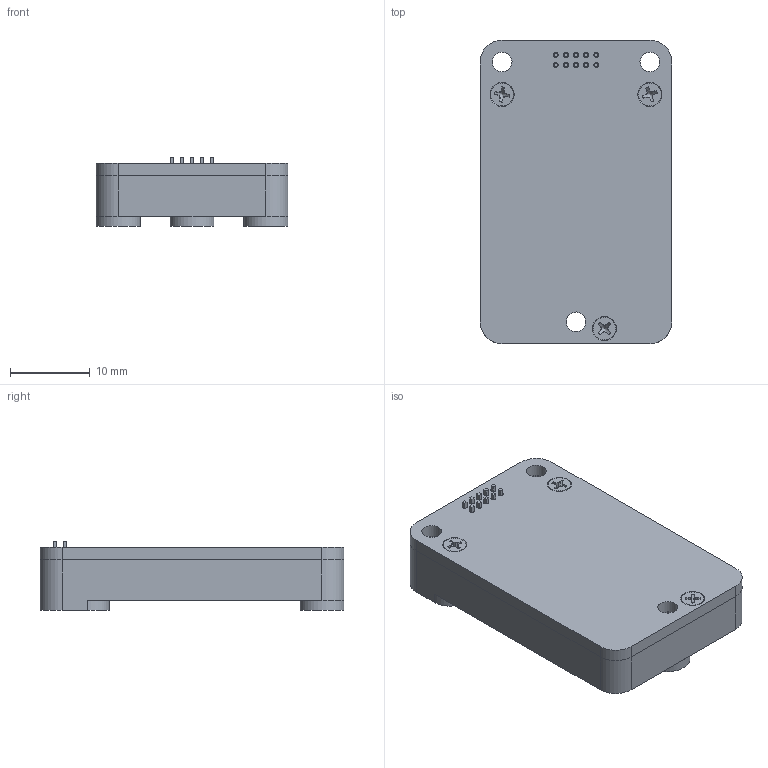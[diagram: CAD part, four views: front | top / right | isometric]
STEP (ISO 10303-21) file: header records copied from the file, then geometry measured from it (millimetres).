
FILE_DESCRIPTION(('HOOPS Exchange Step'),'2;1');
FILE_NAME('temp_export','2023-06-03T02:41:22-16:00',('30abd'),('Shapr3D Limited'),'HOOPS Exchange 2022.2','Shapr3D','Authorized');
FILE_SCHEMA( ('AUTOMOTIVE_DESIGN { 1 0 10303 214 1 1 1 1 }') );
Length unit declared in the file: millimetre
Products named in the file (3): CV7_Assembly_Cust:1; ISO-10303-21.step; root
Assembly tree (2 placements, depth 3):
  root
    ISO-10303-21.step
      CV7_Assembly_Cust:1
Bounding box: 23.98 x 38 x 8.61 mm (x, y, z)
Volume: 3126 mm3; surface area: 5285.4 mm2
Topology: 5 solids, 5 shells, 389 faces, 996 edges, 654 vertices
Faces by surface type: plane 239, cylinder 111, cone 33, bspline 6
Full cylindrical faces by diameter (mm): 0.636 x10, 1.112 x21, 1.194 x3, 1.524 x18, 1.702 x3, 2.381 x1, 2.438 x3, 2.49 x3, 5.486 x1
Entity records: 54877 total; most frequent: CARTESIAN_POINT 45542, ORIENTED_EDGE 1986, DIRECTION 1774, EDGE_CURVE 993, VERTEX_POINT 654, VECTOR 600, LINE 600, AXIS2_PLACEMENT_3D 587
